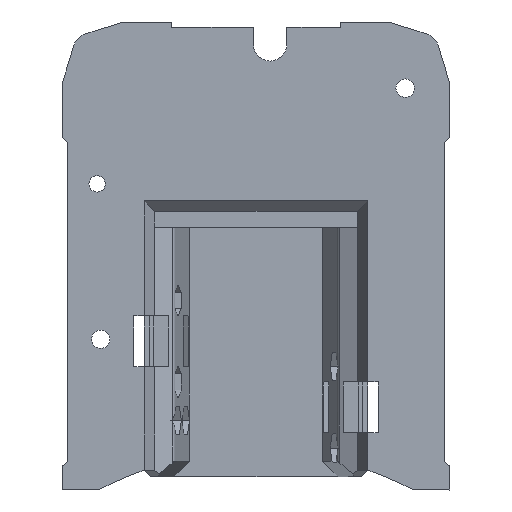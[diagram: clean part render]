
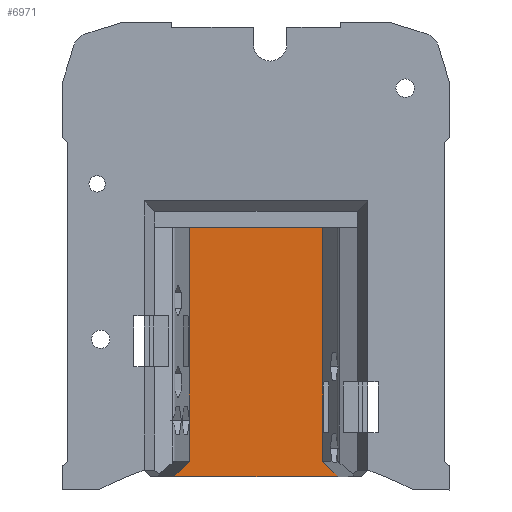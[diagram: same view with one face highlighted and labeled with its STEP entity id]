
A CAD part, front view. The second image highlights one B-rep face of the part: STEP entity #6971.
In plain terms, the highlighted planar face has unit normal (0, -1, 0).
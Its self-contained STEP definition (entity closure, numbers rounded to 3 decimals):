
#516 = CARTESIAN_POINT ( 'NONE',  ( 2.681, -52.487, 573.4 ) ) ;
#646 = CARTESIAN_POINT ( 'NONE',  ( -0.396, -52.487, 622.4 ) ) ;
#692 = B_SPLINE_CURVE_WITH_KNOTS ( 'NONE', 1,
 ( #8880, #1562 ),
 .UNSPECIFIED., .F., .F.,
 ( 2, 2 ),
 ( 0., 4.297 ),
 .UNSPECIFIED. ) ;
#1562 = CARTESIAN_POINT ( 'NONE',  ( 2.681, -52.487, 573.4 ) ) ;
#1667 = CARTESIAN_POINT ( 'NONE',  ( -26.556, -52.487, 622.4 ) ) ;
#1996 = ORIENTED_EDGE ( 'NONE', *, *, #3814, .T. ) ;
#2289 = EDGE_CURVE ( 'NONE', #8762, #9986, #5887, .T. ) ;
#2382 = CARTESIAN_POINT ( 'NONE',  ( -26.556, -52.487, 622.4 ) ) ;
#2560 = ORIENTED_EDGE ( 'NONE', *, *, #2817, .F. ) ;
#2594 = ORIENTED_EDGE ( 'NONE', *, *, #4003, .F. ) ;
#2815 = ORIENTED_EDGE ( 'NONE', *, *, #3670, .F. ) ;
#2817 = EDGE_CURVE ( 'NONE', #8762, #6321, #5612, .T. ) ;
#3103 = DIRECTION ( 'NONE',  ( 0., -1., 0. ) ) ;
#3670 = EDGE_CURVE ( 'NONE', #6321, #4867, #4748, .T. ) ;
#3684 = CARTESIAN_POINT ( 'NONE',  ( -26.556, -52.487, 576.4 ) ) ;
#3814 = EDGE_CURVE ( 'NONE', #3906, #7348, #9595, .T. ) ;
#3906 = VERTEX_POINT ( 'NONE', #9449 ) ;
#4003 = EDGE_CURVE ( 'NONE', #4867, #7348, #692, .T. ) ;
#4029 = CARTESIAN_POINT ( 'NONE',  ( -0.396, -52.487, 622.4 ) ) ;
#4394 = CARTESIAN_POINT ( 'NONE',  ( -26.556, -52.487, 576.4 ) ) ;
#4550 = CARTESIAN_POINT ( 'NONE',  ( -0.396, -52.487, 622.4 ) ) ;
#4729 = CARTESIAN_POINT ( 'NONE',  ( -0.396, -52.487, 576.4 ) ) ;
#4748 = B_SPLINE_CURVE_WITH_KNOTS ( 'NONE', 1,
 ( #646, #4729 ),
 .UNSPECIFIED., .F., .F.,
 ( 2, 2 ),
 ( 0., 46. ),
 .UNSPECIFIED. ) ;
#4749 = FACE_OUTER_BOUND ( 'NONE', #8750, .T. ) ;
#4867 = VERTEX_POINT ( 'NONE', #9484 ) ;
#5170 = CARTESIAN_POINT ( 'NONE',  ( -29.633, -52.487, 573.4 ) ) ;
#5541 = DIRECTION ( 'NONE',  ( 0., 0., -1. ) ) ;
#5612 = B_SPLINE_CURVE_WITH_KNOTS ( 'NONE', 1,
 ( #2382, #4029 ),
 .UNSPECIFIED., .F., .F.,
 ( 2, 2 ),
 ( 0., 26.16 ),
 .UNSPECIFIED. ) ;
#5832 = AXIS2_PLACEMENT_3D ( 'NONE', #8136, #3103, #5541 ) ;
#5887 = B_SPLINE_CURVE_WITH_KNOTS ( 'NONE', 1,
 ( #1667, #6455 ),
 .UNSPECIFIED., .F., .F.,
 ( 2, 2 ),
 ( -46., 0. ),
 .UNSPECIFIED. ) ;
#5889 = B_SPLINE_CURVE_WITH_KNOTS ( 'NONE', 1,
 ( #6172, #3684 ),
 .UNSPECIFIED., .F., .F.,
 ( 2, 2 ),
 ( -4.297, 0. ),
 .UNSPECIFIED. ) ;
#6172 = CARTESIAN_POINT ( 'NONE',  ( -29.633, -52.487, 573.4 ) ) ;
#6176 = ORIENTED_EDGE ( 'NONE', *, *, #10336, .F. ) ;
#6321 = VERTEX_POINT ( 'NONE', #4550 ) ;
#6455 = CARTESIAN_POINT ( 'NONE',  ( -26.556, -52.487, 576.4 ) ) ;
#6971 = ADVANCED_FACE ( 'NONE', ( #4749 ), #7158, .T. ) ;
#7158 = PLANE ( 'NONE',  #5832 ) ;
#7348 = VERTEX_POINT ( 'NONE', #8850 ) ;
#7572 = CARTESIAN_POINT ( 'NONE',  ( -26.556, -52.487, 622.4 ) ) ;
#8136 = CARTESIAN_POINT ( 'NONE',  ( 5.912, -52.487, 627.3 ) ) ;
#8750 = EDGE_LOOP ( 'NONE', ( #1996, #2594, #2815, #2560, #9718, #6176 ) ) ;
#8762 = VERTEX_POINT ( 'NONE', #7572 ) ;
#8850 = CARTESIAN_POINT ( 'NONE',  ( 2.681, -52.487, 573.4 ) ) ;
#8880 = CARTESIAN_POINT ( 'NONE',  ( -0.396, -52.487, 576.4 ) ) ;
#9449 = CARTESIAN_POINT ( 'NONE',  ( -29.633, -52.487, 573.4 ) ) ;
#9484 = CARTESIAN_POINT ( 'NONE',  ( -0.396, -52.487, 576.4 ) ) ;
#9595 = B_SPLINE_CURVE_WITH_KNOTS ( 'NONE', 1,
 ( #5170, #516 ),
 .UNSPECIFIED., .F., .F.,
 ( 2, 2 ),
 ( -32.314, 0. ),
 .UNSPECIFIED. ) ;
#9718 = ORIENTED_EDGE ( 'NONE', *, *, #2289, .T. ) ;
#9986 = VERTEX_POINT ( 'NONE', #4394 ) ;
#10336 = EDGE_CURVE ( 'NONE', #3906, #9986, #5889, .T. ) ;
